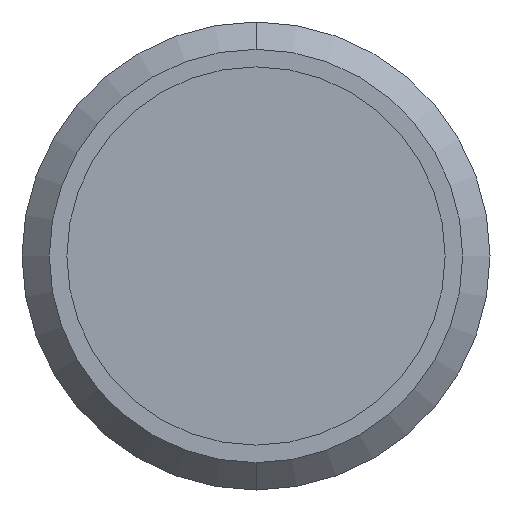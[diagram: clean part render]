
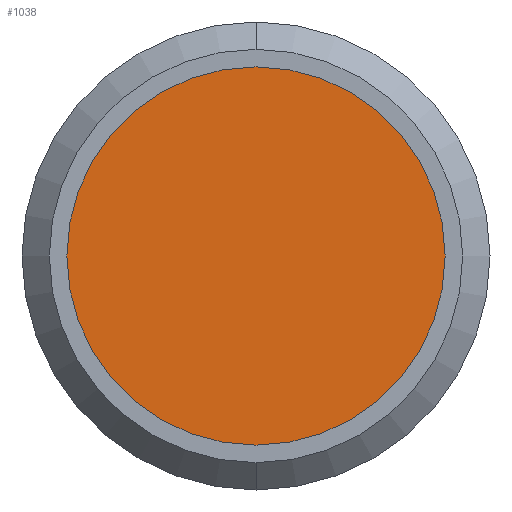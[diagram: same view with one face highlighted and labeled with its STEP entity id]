
A CAD part, front view. The second image highlights one B-rep face of the part: STEP entity #1038.
In plain terms, the highlighted planar face has unit normal (0, -1, 0).
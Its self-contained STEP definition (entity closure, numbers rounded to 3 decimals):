
#1038=ADVANCED_FACE('',(#1990),#1991,.T.);
#1990=FACE_OUTER_BOUND('',#2949,.T.);
#1991=PLANE('',#2950);
#2949=EDGE_LOOP('',(#5319,#5320));
#2950=AXIS2_PLACEMENT_3D('',#5321,#5322,#5323);
#5319=ORIENTED_EDGE('',*,*,#6205,.T.);
#5320=ORIENTED_EDGE('',*,*,#6218,.T.);
#5321=CARTESIAN_POINT('',(0.0,-0.01,2.425));
#5322=DIRECTION('',(0.0,-1.0,0.0));
#5323=DIRECTION('',(0.0,0.0,1.0));
#6205=EDGE_CURVE('',#7402,#7406,#7408,.T.);
#6218=EDGE_CURVE('',#7406,#7402,#7425,.T.);
#7402=VERTEX_POINT('',#9201);
#7406=VERTEX_POINT('',#9206);
#7408=CIRCLE('',#9209,4.85);
#7425=CIRCLE('',#9228,4.85);
#9201=CARTESIAN_POINT('',(0.0,-0.01,4.85));
#9206=CARTESIAN_POINT('',(0.,-0.01,-4.85));
#9209=AXIS2_PLACEMENT_3D('',#10388,#10389,#10390);
#9228=AXIS2_PLACEMENT_3D('',#10408,#10409,#10410);
#10388=CARTESIAN_POINT('',(0.0,-0.01,0.0));
#10389=DIRECTION('',(0.0,-1.0,0.0));
#10390=DIRECTION('',(0.0,0.0,1.0));
#10408=CARTESIAN_POINT('',(0.0,-0.01,0.0));
#10409=DIRECTION('',(0.0,-1.0,0.0));
#10410=DIRECTION('',(0.0,0.0,1.0));
